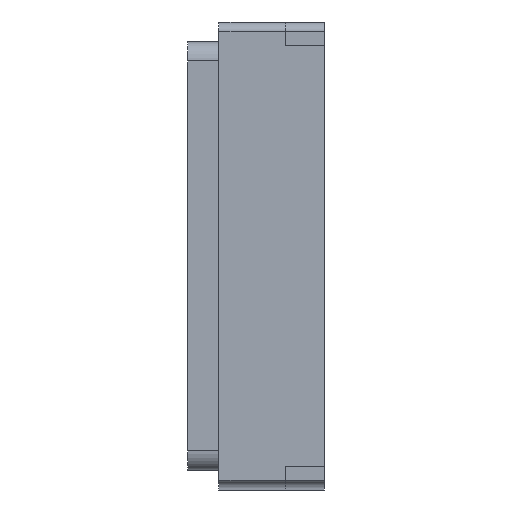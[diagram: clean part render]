
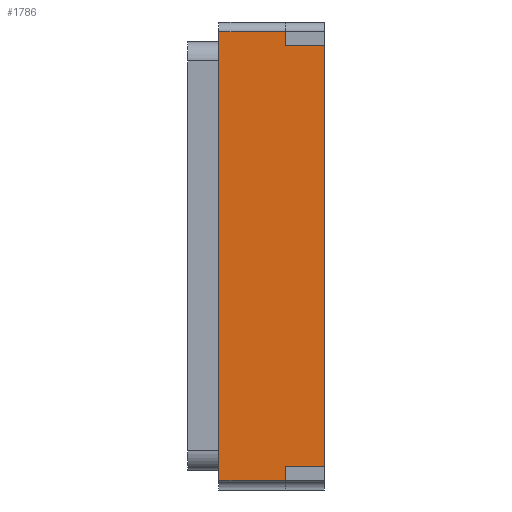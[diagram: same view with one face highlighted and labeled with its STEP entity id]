
A CAD part, left-side view. The second image highlights one B-rep face of the part: STEP entity #1786.
In plain terms, the highlighted planar face has unit normal (-1, 0, 0).
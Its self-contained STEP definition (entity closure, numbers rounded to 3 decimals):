
#30 = VECTOR ( 'NONE', #2262, 1000. ) ;
#46 = VECTOR ( 'NONE', #2818, 1000. ) ;
#47 = EDGE_LOOP ( 'NONE', ( #2277, #2700, #1061, #184, #2291, #391, #2398, #1685 ) ) ;
#83 = LINE ( 'NONE', #901, #1583 ) ;
#90 = DIRECTION ( 'NONE',  ( 0., 0., -1. ) ) ;
#109 = VERTEX_POINT ( 'NONE', #1787 ) ;
#138 = VERTEX_POINT ( 'NONE', #1327 ) ;
#184 = ORIENTED_EDGE ( 'NONE', *, *, #1303, .F. ) ;
#305 = EDGE_CURVE ( 'NONE', #844, #2785, #2109, .T. ) ;
#391 = ORIENTED_EDGE ( 'NONE', *, *, #1972, .T. ) ;
#426 = EDGE_CURVE ( 'NONE', #109, #450, #645, .T. ) ;
#450 = VERTEX_POINT ( 'NONE', #2831 ) ;
#605 = CARTESIAN_POINT ( 'NONE',  ( -0.8, 0.1, 0.538 ) ) ;
#614 = CARTESIAN_POINT ( 'NONE',  ( -0.8, 0.1, 0. ) ) ;
#645 = LINE ( 'NONE', #614, #46 ) ;
#679 = PLANE ( 'NONE',  #1253 ) ;
#699 = DIRECTION ( 'NONE',  ( 0., 0., 1. ) ) ;
#739 = CARTESIAN_POINT ( 'NONE',  ( -0.8, 0., 0.538 ) ) ;
#830 = DIRECTION ( 'NONE',  ( 0., -1., 0. ) ) ;
#844 = VERTEX_POINT ( 'NONE', #739 ) ;
#901 = CARTESIAN_POINT ( 'NONE',  ( -0.8, 0.27, 0.575 ) ) ;
#909 = VECTOR ( 'NONE', #830, 1000. ) ;
#1015 = DIRECTION ( 'NONE',  ( 0., 0., -1. ) ) ;
#1061 = ORIENTED_EDGE ( 'NONE', *, *, #426, .F. ) ;
#1112 = CARTESIAN_POINT ( 'NONE',  ( -0.8, 0.27, 0.575 ) ) ;
#1194 = CARTESIAN_POINT ( 'NONE',  ( -0.8, 0.1, -0.575 ) ) ;
#1249 = VERTEX_POINT ( 'NONE', #2657 ) ;
#1253 = AXIS2_PLACEMENT_3D ( 'NONE', #2246, #2458, #1591 ) ;
#1303 = EDGE_CURVE ( 'NONE', #1827, #109, #83, .T. ) ;
#1327 = CARTESIAN_POINT ( 'NONE',  ( -0.8, 0.1, -0.538 ) ) ;
#1414 = DIRECTION ( 'NONE',  ( 0., -1., 0. ) ) ;
#1541 = VECTOR ( 'NONE', #699, 1000. ) ;
#1573 = CARTESIAN_POINT ( 'NONE',  ( -0.8, 0.1, -0.538 ) ) ;
#1583 = VECTOR ( 'NONE', #1816, 1000. ) ;
#1587 = VECTOR ( 'NONE', #1015, 1000. ) ;
#1591 = DIRECTION ( 'NONE',  ( 0., 0., -1. ) ) ;
#1612 = LINE ( 'NONE', #2662, #1541 ) ;
#1646 = LINE ( 'NONE', #1573, #30 ) ;
#1657 = CARTESIAN_POINT ( 'NONE',  ( -0.8, 0., 0. ) ) ;
#1685 = ORIENTED_EDGE ( 'NONE', *, *, #2515, .T. ) ;
#1725 = VECTOR ( 'NONE', #90, 1000. ) ;
#1786 = ADVANCED_FACE ( 'NONE', ( #2201 ), #679, .F. ) ;
#1787 = CARTESIAN_POINT ( 'NONE',  ( -0.8, 0.1, 0.575 ) ) ;
#1816 = DIRECTION ( 'NONE',  ( 0., -1., 0. ) ) ;
#1827 = VERTEX_POINT ( 'NONE', #1112 ) ;
#1845 = LINE ( 'NONE', #2724, #2502 ) ;
#1856 = CARTESIAN_POINT ( 'NONE',  ( -0.8, 0., -0.538 ) ) ;
#1892 = VERTEX_POINT ( 'NONE', #1194 ) ;
#1928 = LINE ( 'NONE', #2292, #1725 ) ;
#1972 = EDGE_CURVE ( 'NONE', #1249, #1892, #1845, .T. ) ;
#2109 = LINE ( 'NONE', #1657, #1587 ) ;
#2201 = FACE_OUTER_BOUND ( 'NONE', #47, .T. ) ;
#2246 = CARTESIAN_POINT ( 'NONE',  ( -0.8, 0.27, 0.6 ) ) ;
#2262 = DIRECTION ( 'NONE',  ( 0., -1., 0. ) ) ;
#2277 = ORIENTED_EDGE ( 'NONE', *, *, #305, .F. ) ;
#2291 = ORIENTED_EDGE ( 'NONE', *, *, #2451, .F. ) ;
#2292 = CARTESIAN_POINT ( 'NONE',  ( -0.8, 0.1, 0. ) ) ;
#2398 = ORIENTED_EDGE ( 'NONE', *, *, #2881, .F. ) ;
#2451 = EDGE_CURVE ( 'NONE', #1249, #1827, #1612, .T. ) ;
#2458 = DIRECTION ( 'NONE',  ( 1., 0., 0. ) ) ;
#2502 = VECTOR ( 'NONE', #1414, 1000. ) ;
#2515 = EDGE_CURVE ( 'NONE', #138, #2785, #1646, .T. ) ;
#2521 = LINE ( 'NONE', #605, #909 ) ;
#2657 = CARTESIAN_POINT ( 'NONE',  ( -0.8, 0.27, -0.575 ) ) ;
#2662 = CARTESIAN_POINT ( 'NONE',  ( -0.8, 0.27, 0.6 ) ) ;
#2700 = ORIENTED_EDGE ( 'NONE', *, *, #2729, .F. ) ;
#2724 = CARTESIAN_POINT ( 'NONE',  ( -0.8, -0.03, -0.575 ) ) ;
#2729 = EDGE_CURVE ( 'NONE', #450, #844, #2521, .T. ) ;
#2785 = VERTEX_POINT ( 'NONE', #1856 ) ;
#2818 = DIRECTION ( 'NONE',  ( 0., 0., -1. ) ) ;
#2831 = CARTESIAN_POINT ( 'NONE',  ( -0.8, 0.1, 0.538 ) ) ;
#2881 = EDGE_CURVE ( 'NONE', #138, #1892, #1928, .T. ) ;
